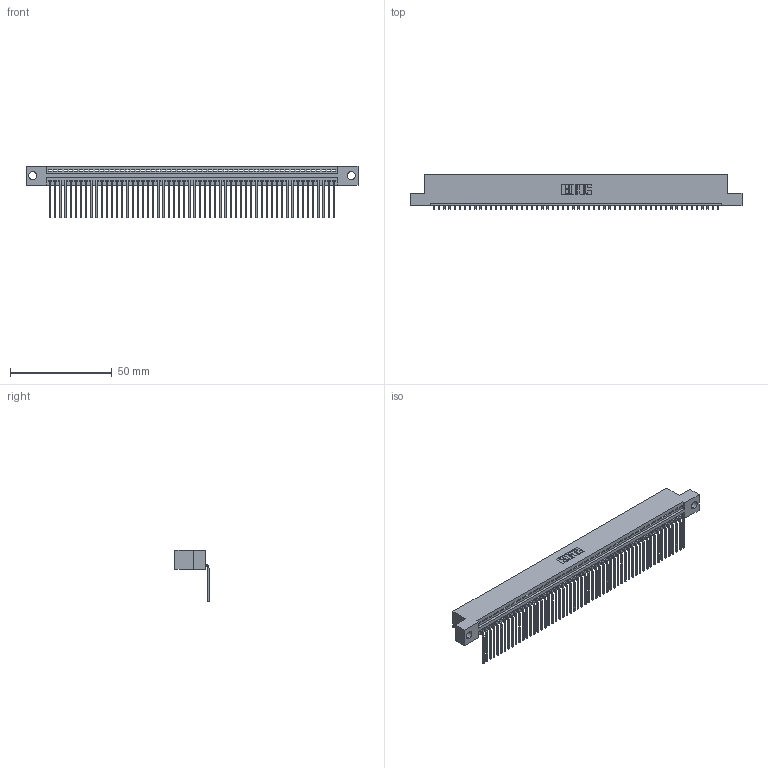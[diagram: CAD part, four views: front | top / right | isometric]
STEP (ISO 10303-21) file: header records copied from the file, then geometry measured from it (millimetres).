
FILE_DESCRIPTION (( 'STEP AP203' ), '1' );
FILE_NAME ('345-056-559-104.STEP', '2018-09-25T20:47:08', ( '' ), ( '' ), 'SwSTEP 2.0', 'SolidWorks 2016', '' );
FILE_SCHEMA (( 'CONFIG_CONTROL_DESIGN' ));
Length unit declared in the file: inch
Products named in the file (3): 345-056-559-104; 345 Part_Flush Mounting Lugs - 0.156 Dia-TH; 345-292-001_558 559 Tail - 1
Assembly tree (57 placements, depth 2):
  345-056-559-104
    345 Part_Flush Mounting Lugs - 0.156 Dia-TH
    345-292-001_558 559 Tail - 1  x56
Bounding box: 163.45 x 16.75 x 25.53 mm (x, y, z)
Volume: 15738 mm3; surface area: 22009.7 mm2
Topology: 57 solids, 57 shells, 3486 faces, 10533 edges, 6946 vertices
Faces by surface type: plane 2432, cylinder 1054
Entity records: 40349 total; most frequent: CARTESIAN_POINT 6996, ORIENTED_EDGE 6986, DIRECTION 6089, EDGE_CURVE 3493, VECTOR 3137, LINE 3137, VERTEX_POINT 2326, AXIS2_PLACEMENT_3D 1476
